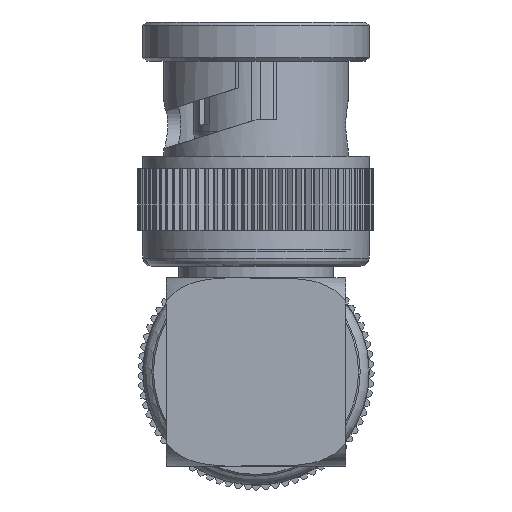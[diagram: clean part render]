
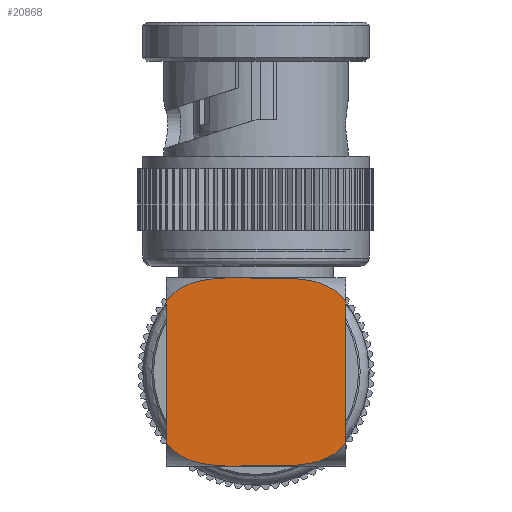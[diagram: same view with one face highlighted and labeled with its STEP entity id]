
A CAD part, front view. The second image highlights one B-rep face of the part: STEP entity #20868.
In plain terms, the highlighted planar face has unit normal (0, -1, 0).
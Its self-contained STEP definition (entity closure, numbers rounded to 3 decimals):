
#351=B_SPLINE_CURVE_WITH_KNOTS('',3,(#31529,#31530,#31531,#31532,#31533,
#31534,#31535,#31536,#31537,#31538,#31539),.UNSPECIFIED.,.F.,.F.,(4,1,1,
1,1,1,1,1,4),(0.022,0.024,0.025,
0.027,0.028,0.03,0.031,
0.033,0.034),.UNSPECIFIED.);
#353=B_SPLINE_CURVE_WITH_KNOTS('',3,(#31557,#31558,#31559,#31560,#31561,
#31562,#31563,#31564,#31565,#31566,#31567),.UNSPECIFIED.,.F.,.F.,(4,1,1,
1,1,1,1,1,4),(0.022,0.024,0.025,
0.027,0.028,0.03,0.031,
0.033,0.034),.UNSPECIFIED.);
#1086=LINE('',#31491,#2119);
#1087=LINE('',#31543,#2120);
#2119=VECTOR('',#24934,1000.);
#2120=VECTOR('',#24941,1000.);
#5036=ORIENTED_EDGE('',*,*,#8156,.T.);
#5037=ORIENTED_EDGE('',*,*,#8154,.T.);
#5038=ORIENTED_EDGE('',*,*,#8150,.F.);
#5039=ORIENTED_EDGE('',*,*,#8158,.F.);
#8150=EDGE_CURVE('',#9813,#9814,#1086,.T.);
#8154=EDGE_CURVE('',#9815,#9814,#351,.T.);
#8156=EDGE_CURVE('',#9817,#9815,#1087,.T.);
#8158=EDGE_CURVE('',#9817,#9813,#353,.T.);
#9813=VERTEX_POINT('',#31492);
#9814=VERTEX_POINT('',#31493);
#9815=VERTEX_POINT('',#31528);
#9817=VERTEX_POINT('',#31544);
#11505=EDGE_LOOP('',(#5036,#5037,#5038,#5039));
#12544=FACE_BOUND('',#11505,.T.);
#13378=PLANE('',#22114);
#20868=ADVANCED_FACE('',(#12544),#13378,.F.);
#22114=AXIS2_PLACEMENT_3D('',#31568,#24944,#24945);
#24934=DIRECTION('',(0.,0.,-1.));
#24941=DIRECTION('',(0.,0.,-1.));
#24944=DIRECTION('',(0.,1.,0.));
#24945=DIRECTION('',(1.,0.,0.));
#31491=CARTESIAN_POINT('',(5.525,-149.85,5.8));
#31492=CARTESIAN_POINT('',(5.525,-149.85,4.3));
#31493=CARTESIAN_POINT('',(5.525,-149.85,-4.3));
#31528=CARTESIAN_POINT('',(-5.525,-149.85,-4.3));
#31529=CARTESIAN_POINT('',(-5.525,-149.85,-4.3));
#31530=CARTESIAN_POINT('',(-5.261,-149.85,-4.724));
#31531=CARTESIAN_POINT('',(-4.444,-149.85,-5.361));
#31532=CARTESIAN_POINT('',(-2.984,-149.85,-5.73));
#31533=CARTESIAN_POINT('',(-1.513,-149.85,-5.804));
#31534=CARTESIAN_POINT('',(-0.045,-149.85,-5.798));
#31535=CARTESIAN_POINT('',(1.465,-149.85,-5.805));
#31536=CARTESIAN_POINT('',(2.967,-149.85,-5.734));
#31537=CARTESIAN_POINT('',(4.438,-149.85,-5.364));
#31538=CARTESIAN_POINT('',(5.258,-149.85,-4.728));
#31539=CARTESIAN_POINT('',(5.525,-149.85,-4.3));
#31543=CARTESIAN_POINT('',(-5.525,-149.85,5.8));
#31544=CARTESIAN_POINT('',(-5.525,-149.85,4.3));
#31557=CARTESIAN_POINT('',(-5.525,-149.85,4.3));
#31558=CARTESIAN_POINT('',(-5.261,-149.85,4.724));
#31559=CARTESIAN_POINT('',(-4.444,-149.85,5.361));
#31560=CARTESIAN_POINT('',(-2.984,-149.85,5.73));
#31561=CARTESIAN_POINT('',(-1.513,-149.85,5.804));
#31562=CARTESIAN_POINT('',(-0.045,-149.85,5.798));
#31563=CARTESIAN_POINT('',(1.465,-149.85,5.805));
#31564=CARTESIAN_POINT('',(2.967,-149.85,5.734));
#31565=CARTESIAN_POINT('',(4.438,-149.85,5.364));
#31566=CARTESIAN_POINT('',(5.258,-149.85,4.728));
#31567=CARTESIAN_POINT('',(5.525,-149.85,4.3));
#31568=CARTESIAN_POINT('',(-5.525,-149.85,5.8));
